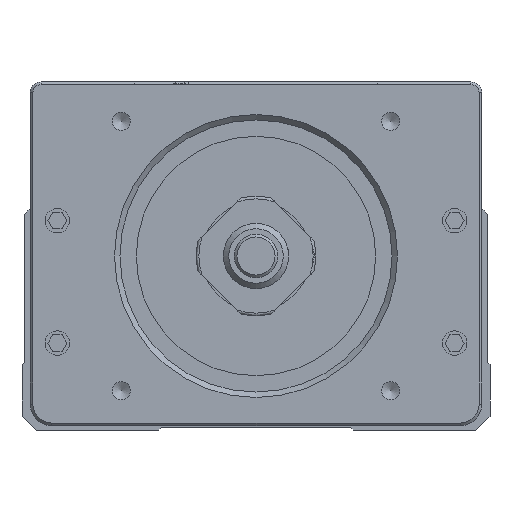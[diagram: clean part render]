
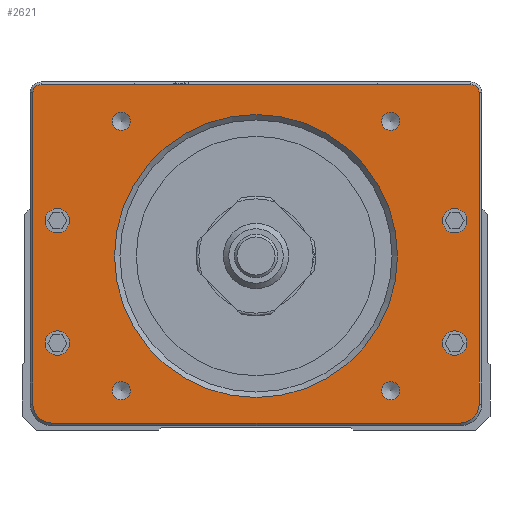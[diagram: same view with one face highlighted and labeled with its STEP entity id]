
A CAD part, front view. The second image highlights one B-rep face of the part: STEP entity #2621.
In plain terms, the highlighted planar face has unit normal (0, -1, 0).
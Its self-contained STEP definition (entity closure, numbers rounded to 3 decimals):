
#2621=ADVANCED_FACE('',(#4897,#4898,#4899,#4900,#4901,#4902,#4903,#4904,
#4905,#4906),#3997,.F.);
#3997=PLANE('',#28092);
#4897=FACE_BOUND('',#6076,.T.);
#4898=FACE_BOUND('',#6077,.T.);
#4899=FACE_BOUND('',#6078,.T.);
#4900=FACE_BOUND('',#6079,.T.);
#4901=FACE_BOUND('',#6080,.T.);
#4902=FACE_BOUND('',#6081,.T.);
#4903=FACE_BOUND('',#6082,.T.);
#4904=FACE_BOUND('',#6083,.T.);
#4905=FACE_BOUND('',#6084,.T.);
#4906=FACE_BOUND('',#6085,.T.);
#6076=EDGE_LOOP('',(#10929));
#6077=EDGE_LOOP('',(#10930));
#6078=EDGE_LOOP('',(#10931));
#6079=EDGE_LOOP('',(#10932));
#6080=EDGE_LOOP('',(#10933));
#6081=EDGE_LOOP('',(#10934,#10935,#10936,#10937,#10938,#10939,#10940,#10941));
#6082=EDGE_LOOP('',(#10942));
#6083=EDGE_LOOP('',(#10943));
#6084=EDGE_LOOP('',(#10944));
#6085=EDGE_LOOP('',(#10945));
#7703=CIRCLE('',#28079,26.);
#7704=CIRCLE('',#28080,1.65);
#7705=CIRCLE('',#28081,1.65);
#7706=CIRCLE('',#28082,1.65);
#7707=CIRCLE('',#28083,1.65);
#7708=CIRCLE('',#28084,1.5);
#7709=CIRCLE('',#28085,1.5);
#7710=CIRCLE('',#28086,3.5);
#7711=CIRCLE('',#28087,3.5);
#7712=CIRCLE('',#28088,2.25);
#7713=CIRCLE('',#28089,2.25);
#7714=CIRCLE('',#28090,2.25);
#7715=CIRCLE('',#28091,2.25);
#10929=ORIENTED_EDGE('',*,*,#19716,.T.);
#10930=ORIENTED_EDGE('',*,*,#19717,.T.);
#10931=ORIENTED_EDGE('',*,*,#19718,.T.);
#10932=ORIENTED_EDGE('',*,*,#19719,.T.);
#10933=ORIENTED_EDGE('',*,*,#19720,.T.);
#10934=ORIENTED_EDGE('',*,*,#19721,.T.);
#10935=ORIENTED_EDGE('',*,*,#19722,.T.);
#10936=ORIENTED_EDGE('',*,*,#19723,.T.);
#10937=ORIENTED_EDGE('',*,*,#19724,.T.);
#10938=ORIENTED_EDGE('',*,*,#19725,.T.);
#10939=ORIENTED_EDGE('',*,*,#19726,.T.);
#10940=ORIENTED_EDGE('',*,*,#19727,.T.);
#10941=ORIENTED_EDGE('',*,*,#19728,.T.);
#10942=ORIENTED_EDGE('',*,*,#19729,.T.);
#10943=ORIENTED_EDGE('',*,*,#19730,.T.);
#10944=ORIENTED_EDGE('',*,*,#19731,.T.);
#10945=ORIENTED_EDGE('',*,*,#19732,.T.);
#16743=VERTEX_POINT('',#41006);
#16744=VERTEX_POINT('',#41008);
#16745=VERTEX_POINT('',#41010);
#16746=VERTEX_POINT('',#41012);
#16747=VERTEX_POINT('',#41014);
#16748=VERTEX_POINT('',#41016);
#16749=VERTEX_POINT('',#41017);
#16750=VERTEX_POINT('',#41019);
#16751=VERTEX_POINT('',#41021);
#16752=VERTEX_POINT('',#41023);
#16753=VERTEX_POINT('',#41025);
#16754=VERTEX_POINT('',#41027);
#16755=VERTEX_POINT('',#41029);
#16756=VERTEX_POINT('',#41032);
#16757=VERTEX_POINT('',#41034);
#16758=VERTEX_POINT('',#41036);
#16759=VERTEX_POINT('',#41038);
#19716=EDGE_CURVE('',#16743,#16743,#7703,.T.);
#19717=EDGE_CURVE('',#16744,#16744,#7704,.T.);
#19718=EDGE_CURVE('',#16745,#16745,#7705,.T.);
#19719=EDGE_CURVE('',#16746,#16746,#7706,.T.);
#19720=EDGE_CURVE('',#16747,#16747,#7707,.T.);
#19721=EDGE_CURVE('',#16748,#16749,#23021,.T.);
#19722=EDGE_CURVE('',#16749,#16750,#7708,.T.);
#19723=EDGE_CURVE('',#16750,#16751,#23022,.T.);
#19724=EDGE_CURVE('',#16751,#16752,#7709,.T.);
#19725=EDGE_CURVE('',#16752,#16753,#23023,.T.);
#19726=EDGE_CURVE('',#16753,#16754,#7710,.T.);
#19727=EDGE_CURVE('',#16754,#16755,#23024,.T.);
#19728=EDGE_CURVE('',#16755,#16748,#7711,.T.);
#19729=EDGE_CURVE('',#16756,#16756,#7712,.T.);
#19730=EDGE_CURVE('',#16757,#16757,#7713,.T.);
#19731=EDGE_CURVE('',#16758,#16758,#7714,.T.);
#19732=EDGE_CURVE('',#16759,#16759,#7715,.T.);
#23021=LINE('',#41015,#25692);
#23022=LINE('',#41020,#25693);
#23023=LINE('',#41024,#25694);
#23024=LINE('',#41028,#25695);
#25692=VECTOR('',#32347,1.);
#25693=VECTOR('',#32350,1.);
#25694=VECTOR('',#32353,1.);
#25695=VECTOR('',#32356,1.);
#28079=AXIS2_PLACEMENT_3D('',#41005,#32337,#32338);
#28080=AXIS2_PLACEMENT_3D('',#41007,#32339,#32340);
#28081=AXIS2_PLACEMENT_3D('',#41009,#32341,#32342);
#28082=AXIS2_PLACEMENT_3D('',#41011,#32343,#32344);
#28083=AXIS2_PLACEMENT_3D('',#41013,#32345,#32346);
#28084=AXIS2_PLACEMENT_3D('',#41018,#32348,#32349);
#28085=AXIS2_PLACEMENT_3D('',#41022,#32351,#32352);
#28086=AXIS2_PLACEMENT_3D('',#41026,#32354,#32355);
#28087=AXIS2_PLACEMENT_3D('',#41030,#32357,#32358);
#28088=AXIS2_PLACEMENT_3D('',#41031,#32359,#32360);
#28089=AXIS2_PLACEMENT_3D('',#41033,#32361,#32362);
#28090=AXIS2_PLACEMENT_3D('',#41035,#32363,#32364);
#28091=AXIS2_PLACEMENT_3D('',#41037,#32365,#32366);
#28092=AXIS2_PLACEMENT_3D('',#41039,#32367,#32368);
#32337=DIRECTION('',(0.,1.,0.));
#32338=DIRECTION('',(0.,0.,1.));
#32339=DIRECTION('',(0.,1.,0.));
#32340=DIRECTION('',(0.,0.,1.));
#32341=DIRECTION('',(0.,1.,0.));
#32342=DIRECTION('',(0.,0.,1.));
#32343=DIRECTION('',(0.,1.,0.));
#32344=DIRECTION('',(0.,0.,1.));
#32345=DIRECTION('',(0.,1.,0.));
#32346=DIRECTION('',(0.,0.,1.));
#32347=DIRECTION('',(0.,0.,1.));
#32348=DIRECTION('',(0.,-1.,0.));
#32349=DIRECTION('',(0.,0.,1.));
#32350=DIRECTION('',(-1.,0.,0.));
#32351=DIRECTION('',(0.,-1.,0.));
#32352=DIRECTION('',(0.,0.,1.));
#32353=DIRECTION('',(0.,0.,-1.));
#32354=DIRECTION('',(0.,-1.,0.));
#32355=DIRECTION('',(0.,0.,1.));
#32356=DIRECTION('',(1.,0.,0.));
#32357=DIRECTION('',(0.,-1.,0.));
#32358=DIRECTION('',(0.,0.,1.));
#32359=DIRECTION('',(0.,1.,0.));
#32360=DIRECTION('',(0.,0.,1.));
#32361=DIRECTION('',(0.,1.,0.));
#32362=DIRECTION('',(0.,0.,1.));
#32363=DIRECTION('',(0.,1.,0.));
#32364=DIRECTION('',(0.,0.,1.));
#32365=DIRECTION('',(0.,1.,0.));
#32366=DIRECTION('',(0.,0.,1.));
#32367=DIRECTION('',(0.,1.,0.));
#32368=DIRECTION('',(0.,0.,-1.));
#41005=CARTESIAN_POINT('',(0.,-236.633,32.));
#41006=CARTESIAN_POINT('',(0.,-236.633,58.));
#41007=CARTESIAN_POINT('',(-24.749,-236.633,56.749));
#41008=CARTESIAN_POINT('',(-24.749,-236.633,58.399));
#41009=CARTESIAN_POINT('',(-24.749,-236.633,7.251));
#41010=CARTESIAN_POINT('',(-24.749,-236.633,8.901));
#41011=CARTESIAN_POINT('',(24.749,-236.633,7.251));
#41012=CARTESIAN_POINT('',(24.749,-236.633,8.901));
#41013=CARTESIAN_POINT('',(24.749,-236.633,56.749));
#41014=CARTESIAN_POINT('',(24.749,-236.633,58.399));
#41015=CARTESIAN_POINT('',(41.,-236.633,60.));
#41016=CARTESIAN_POINT('',(41.,-236.633,4.8));
#41017=CARTESIAN_POINT('',(41.,-236.633,62.));
#41018=CARTESIAN_POINT('',(39.5,-236.633,62.));
#41019=CARTESIAN_POINT('',(39.5,-236.633,63.5));
#41020=CARTESIAN_POINT('',(39.,-236.633,63.5));
#41021=CARTESIAN_POINT('',(-39.5,-236.633,63.5));
#41022=CARTESIAN_POINT('',(-39.5,-236.633,62.));
#41023=CARTESIAN_POINT('',(-41.,-236.633,62.));
#41024=CARTESIAN_POINT('',(-41.,-236.633,60.));
#41025=CARTESIAN_POINT('',(-41.,-236.633,4.8));
#41026=CARTESIAN_POINT('',(-37.5,-236.633,4.8));
#41027=CARTESIAN_POINT('',(-37.5,-236.633,1.3));
#41028=CARTESIAN_POINT('',(39.,-236.633,1.3));
#41029=CARTESIAN_POINT('',(37.5,-236.633,1.3));
#41030=CARTESIAN_POINT('',(37.5,-236.633,4.8));
#41031=CARTESIAN_POINT('',(-36.5,-236.633,38.5));
#41032=CARTESIAN_POINT('',(-36.5,-236.633,40.75));
#41033=CARTESIAN_POINT('',(-36.5,-236.633,16.));
#41034=CARTESIAN_POINT('',(-36.5,-236.633,18.25));
#41035=CARTESIAN_POINT('',(36.5,-236.633,38.5));
#41036=CARTESIAN_POINT('',(36.5,-236.633,40.75));
#41037=CARTESIAN_POINT('',(36.5,-236.633,16.));
#41038=CARTESIAN_POINT('',(36.5,-236.633,18.25));
#41039=CARTESIAN_POINT('',(39.,-236.633,60.));
